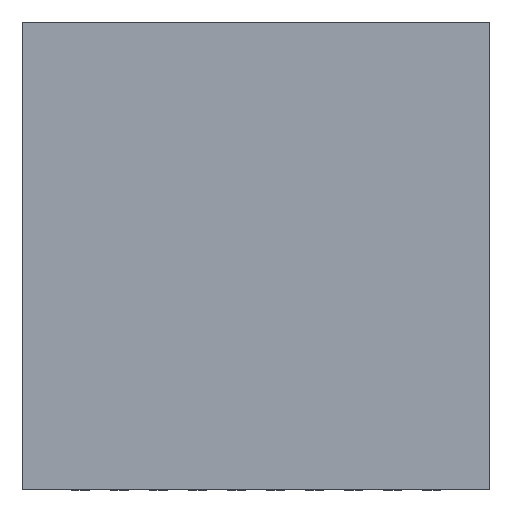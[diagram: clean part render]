
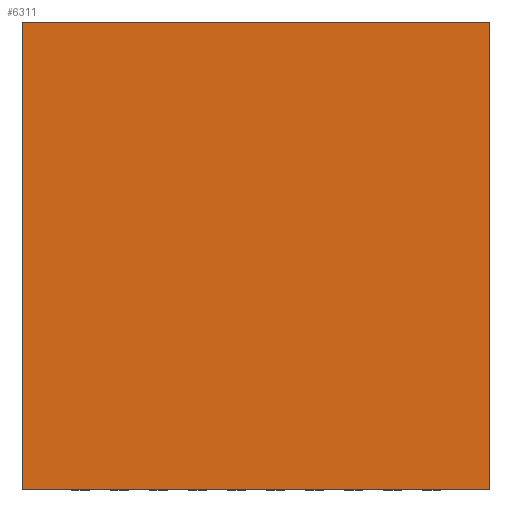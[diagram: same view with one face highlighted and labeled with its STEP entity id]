
A CAD part, top view. The second image highlights one B-rep face of the part: STEP entity #6311.
In plain terms, the highlighted face is planar.
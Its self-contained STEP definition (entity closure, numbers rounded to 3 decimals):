
#2676=DIRECTION('',(0.,0.,1.));
#2677=VECTOR('',#2676,6.);
#2678=CARTESIAN_POINT('',(-3.,0.975,-3.));
#2679=LINE('',#2678,#2677);
#2683=DIRECTION('',(-1.,0.,0.));
#2684=VECTOR('',#2683,6.);
#2685=CARTESIAN_POINT('',(3.,0.975,-3.));
#2686=LINE('',#2685,#2684);
#2690=DIRECTION('',(0.,0.,-1.));
#2691=VECTOR('',#2690,6.);
#2692=CARTESIAN_POINT('',(3.,0.975,3.));
#2693=LINE('',#2692,#2691);
#2697=DIRECTION('',(1.,0.,0.));
#2698=VECTOR('',#2697,6.);
#2699=CARTESIAN_POINT('',(-3.,0.975,3.));
#2700=LINE('',#2699,#2698);
#3758=CARTESIAN_POINT('',(-3.,0.975,-3.));
#3759=CARTESIAN_POINT('',(-3.,0.975,3.));
#3760=VERTEX_POINT('',#3758);
#3761=VERTEX_POINT('',#3759);
#3762=CARTESIAN_POINT('',(3.,0.975,3.));
#3763=VERTEX_POINT('',#3762);
#3764=CARTESIAN_POINT('',(3.,0.975,-3.));
#3765=VERTEX_POINT('',#3764);
#6300=CARTESIAN_POINT('',(0.,0.975,0.));
#6301=DIRECTION('',(0.,1.,0.));
#6302=DIRECTION('',(1.,0.,0.));
#6303=AXIS2_PLACEMENT_3D('',#6300,#6301,#6302);
#6304=PLANE('',#6303);
#6305=ORIENTED_EDGE('',*,*,#4873,.F.);
#6306=ORIENTED_EDGE('',*,*,#5488,.F.);
#6307=ORIENTED_EDGE('',*,*,#6041,.F.);
#6308=ORIENTED_EDGE('',*,*,#6175,.F.);
#6309=EDGE_LOOP('',(#6305,#6306,#6307,#6308));
#6310=FACE_OUTER_BOUND('',#6309,.F.);
#4873=EDGE_CURVE('',#3760,#3761,#2679,.T.);
#5488=EDGE_CURVE('',#3765,#3760,#2686,.T.);
#6041=EDGE_CURVE('',#3763,#3765,#2693,.T.);
#6175=EDGE_CURVE('',#3761,#3763,#2700,.T.);
#6311=ADVANCED_FACE('',(#6310),#6304,.T.);
